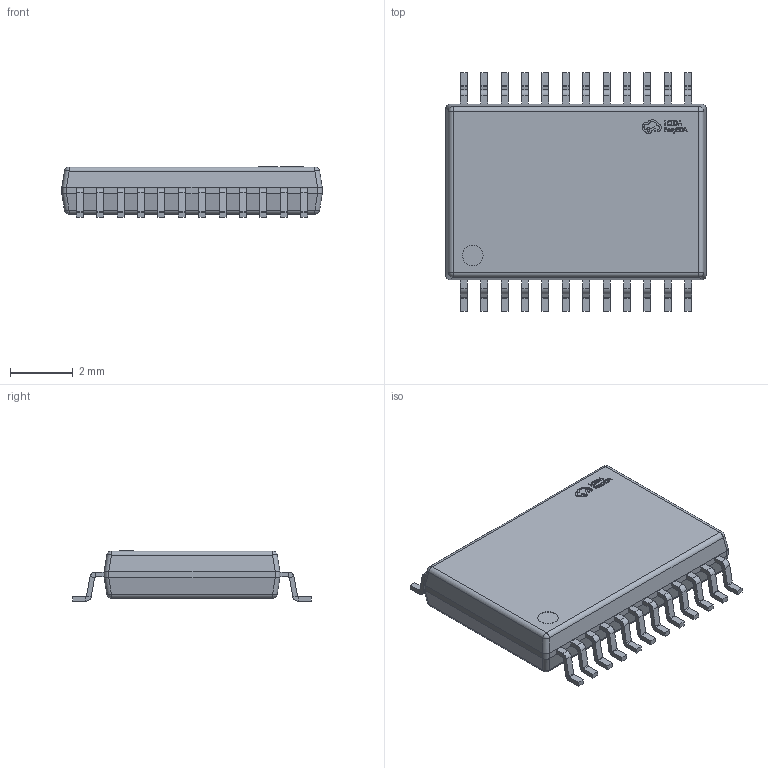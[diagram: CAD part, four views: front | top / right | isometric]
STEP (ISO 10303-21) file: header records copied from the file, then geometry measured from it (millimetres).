
FILE_DESCRIPTION(/* description */ (''),/* implementation_level */ '2;1');
FILE_NAME(/* name */ 'SSOP-24_L8.3-W5.6-P0.65-LS7.6-BL_3D.step',/* time_stamp */ '2023-04-11T02:50:20+08:00',/* author */ (''),/* organization */ (''),/* preprocessor_version */ 'ST-DEVELOPER v19.2',/* originating_system */ 'Autodesk Translation Framework v11.17.0.187',/* authorisation */ '');
FILE_SCHEMA (('AUTOMOTIVE_DESIGN { 1 0 10303 214 3 1 1 }'));
Length unit declared in the file: millimetre
Products named in the file (3): U1; SSOP-24_L8.3-W5.6-P0.65-LS7.6-BL; SOLID
Assembly tree (2 placements, depth 3):
  U1
    SSOP-24_L8.3-W5.6-P0.65-LS7.6-BL
      SOLID
Bounding box: 8.3 x 7.6 x 1.61 mm (x, y, z)
Volume: 69 mm3; surface area: 154.7 mm2
Topology: 1 solids, 1 shells, 768 faces, 1758 edges, 1036 vertices
Faces by surface type: plane 545, cylinder 117, bspline 98, sphere 8
Full cylindrical faces by diameter (mm): 0.656 x1
Entity records: 21820 total; most frequent: CARTESIAN_POINT 4617, ORIENTED_EDGE 3516, DIRECTION 3318, EDGE_CURVE 1758, LINE 1320, VECTOR 1320, VERTEX_POINT 1036, AXIS2_PLACEMENT_3D 999
